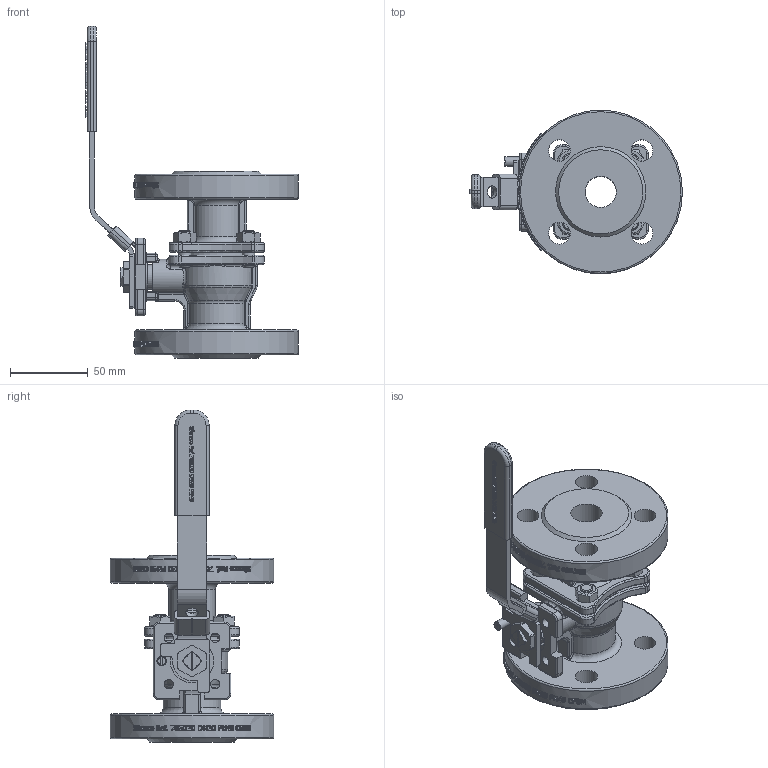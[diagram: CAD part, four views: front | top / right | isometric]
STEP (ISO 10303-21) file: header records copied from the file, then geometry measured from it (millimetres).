
FILE_DESCRIPTION(/* description */ ('765020'),/* implementation_level */ '2;1');
FILE_NAME(/* name */ '765020.stp',/* time_stamp */ '2017-02-09T10:25:07+01:00',/* author */ ('jmorand'),/* organization */ ('Sferaco'),/* preprocessor_version */ 'ST-DEVELOPER v16.5',/* originating_system */ 'Autodesk Inventor 2017',/* authorisation */ '');
FILE_SCHEMA (('AUTOMOTIVE_DESIGN { 1 0 10303 214 3 1 1 }'));
Products named in the file (1): 765020_bd
Bounding box: 136.7 x 105 x 213.2 mm (x, y, z)
Volume: 397783.7 mm3; surface area: 97531.5 mm2
Topology: 1 solids, 3 shells, 2030 faces, 5362 edges, 3481 vertices
Faces by surface type: bspline 813, plane 799, cylinder 305, torus 81, cone 23, sphere 9
Full cylindrical faces by diameter (mm): 4.134 x1, 6 x5, 8 x13, 8.5 x4, 12 x1, 12.5 x2, 14 x8, 16 x1, 20 x3, 23 x1, 28 x1, 46 x1, 105 x2
Entity records: 81262 total; most frequent: CARTESIAN_POINT 34120, ORIENTED_EDGE 10540, DIRECTION 7088, EDGE_CURVE 5270, VERTEX_POINT 3462, LINE 2550, VECTOR 2550, EDGE_LOOP 2294
